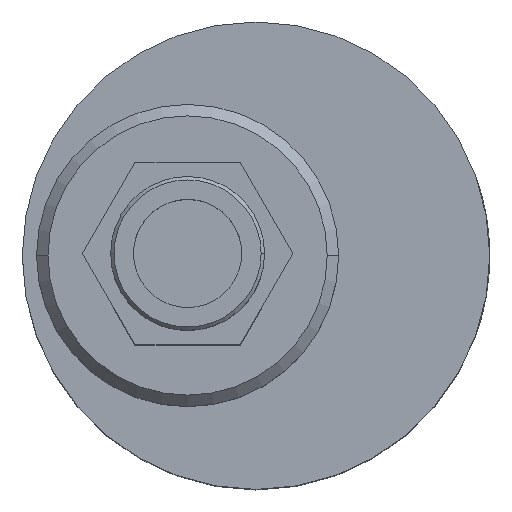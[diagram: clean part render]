
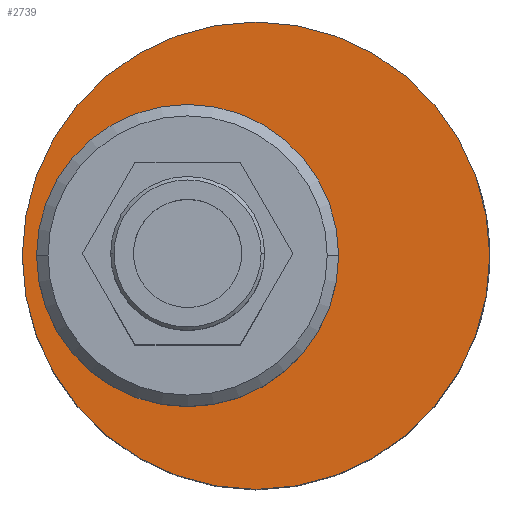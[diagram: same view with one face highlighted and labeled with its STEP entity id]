
A CAD part, top view. The second image highlights one B-rep face of the part: STEP entity #2739.
In plain terms, the highlighted planar face has unit normal (0, 0, 1).
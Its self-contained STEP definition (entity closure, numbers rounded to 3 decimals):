
#203 = CIRCLE ( 'NONE', #401, 13.25 ) ;
#306 = EDGE_CURVE ( 'NONE', #2091, #2101, #2857, .T. ) ;
#307 = EDGE_CURVE ( 'NONE', #2079, #2901, #2859, .T. ) ;
#313 = EDGE_CURVE ( 'NONE', #2901, #2079, #2867, .T. ) ;
#360 = EDGE_CURVE ( 'NONE', #2101, #2091, #203, .T. ) ;
#376 = AXIS2_PLACEMENT_3D ( 'NONE', #3111, #3112, #3113 ) ;
#377 = AXIS2_PLACEMENT_3D ( 'NONE', #3115, #3116, #3117 ) ;
#381 = AXIS2_PLACEMENT_3D ( 'NONE', #3130, #3131, #3132 ) ;
#401 = AXIS2_PLACEMENT_3D ( 'NONE', #675, #676, #677 ) ;
#483 = AXIS2_PLACEMENT_3D ( 'NONE', #2687, #2679, #2690 ) ;
#675 = CARTESIAN_POINT ( 'NONE',  ( 0., 0., 62. ) ) ;
#676 = DIRECTION ( 'NONE',  ( 0., 0., 1. ) ) ;
#677 = DIRECTION ( 'NONE',  ( 1., 0., 0. ) ) ;
#946 = CARTESIAN_POINT ( 'NONE',  ( -13.25, 0., 62. ) ) ;
#948 = CARTESIAN_POINT ( 'NONE',  ( -14.5, 0., 62. ) ) ;
#953 = CARTESIAN_POINT ( 'NONE',  ( 13.25, 0., 62. ) ) ;
#2079 = VERTEX_POINT ( 'NONE', #948 ) ;
#2091 = VERTEX_POINT ( 'NONE', #946 ) ;
#2101 = VERTEX_POINT ( 'NONE', #953 ) ;
#2355 = FACE_OUTER_BOUND ( 'NONE', #2767, .T. ) ;
#2359 = FACE_BOUND ( 'NONE', #2761, .T. ) ;
#2679 = DIRECTION ( 'NONE',  ( 0., 0., 1. ) ) ;
#2687 = CARTESIAN_POINT ( 'NONE',  ( 6., 0., 62. ) ) ;
#2688 = PLANE ( 'NONE',  #483 ) ;
#2690 = DIRECTION ( 'NONE',  ( 1., 0., 0. ) ) ;
#2697 = CARTESIAN_POINT ( 'NONE',  ( 26.5, 0., 62. ) ) ;
#2739 = ADVANCED_FACE ( 'NONE', ( #2355, #2359 ), #2688, .T. ) ;
#2761 = EDGE_LOOP ( 'NONE', ( #2912, #2904 ) ) ;
#2767 = EDGE_LOOP ( 'NONE', ( #2922, #2931 ) ) ;
#2857 = CIRCLE ( 'NONE', #376, 13.25 ) ;
#2859 = CIRCLE ( 'NONE', #377, 20.5 ) ;
#2867 = CIRCLE ( 'NONE', #381, 20.5 ) ;
#2901 = VERTEX_POINT ( 'NONE', #2697 ) ;
#2904 = ORIENTED_EDGE ( 'NONE', *, *, #360, .F. ) ;
#2912 = ORIENTED_EDGE ( 'NONE', *, *, #306, .F. ) ;
#2922 = ORIENTED_EDGE ( 'NONE', *, *, #307, .T. ) ;
#2931 = ORIENTED_EDGE ( 'NONE', *, *, #313, .T. ) ;
#3111 = CARTESIAN_POINT ( 'NONE',  ( 0., 0., 62. ) ) ;
#3112 = DIRECTION ( 'NONE',  ( 0., 0., 1. ) ) ;
#3113 = DIRECTION ( 'NONE',  ( 1., 0., 0. ) ) ;
#3115 = CARTESIAN_POINT ( 'NONE',  ( 6., 0., 62. ) ) ;
#3116 = DIRECTION ( 'NONE',  ( 0., 0., 1. ) ) ;
#3117 = DIRECTION ( 'NONE',  ( 1., 0., 0. ) ) ;
#3130 = CARTESIAN_POINT ( 'NONE',  ( 6., 0., 62. ) ) ;
#3131 = DIRECTION ( 'NONE',  ( 0., 0., 1. ) ) ;
#3132 = DIRECTION ( 'NONE',  ( 1., 0., 0. ) ) ;
